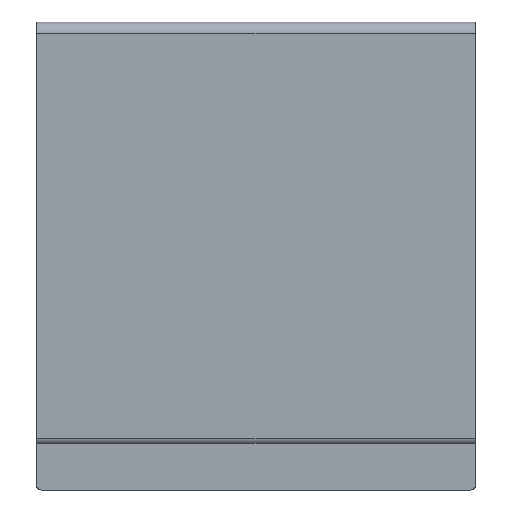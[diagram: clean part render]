
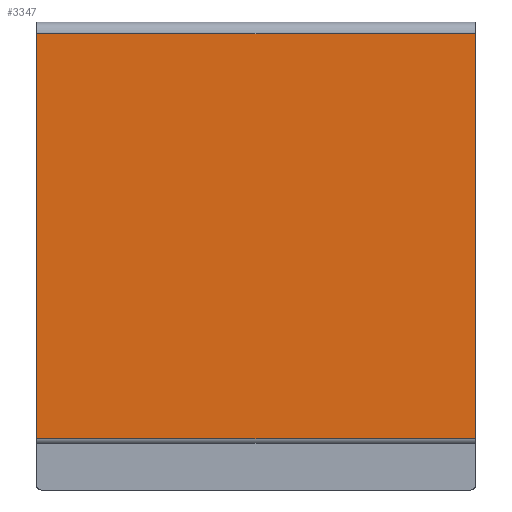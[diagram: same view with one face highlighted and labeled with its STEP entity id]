
A CAD part, front view. The second image highlights one B-rep face of the part: STEP entity #3347.
In plain terms, the highlighted planar face has unit normal (0, -1, 0).
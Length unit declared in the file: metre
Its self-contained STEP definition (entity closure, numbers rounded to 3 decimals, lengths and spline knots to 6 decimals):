
#147=LINE('',#5194,#418);
#149=LINE('',#5203,#420);
#150=LINE('',#5205,#421);
#151=LINE('',#5207,#422);
#418=VECTOR('',#4181,1.);
#420=VECTOR('',#4189,1.);
#421=VECTOR('',#4190,1.);
#422=VECTOR('',#4191,1.);
#930=ORIENTED_EDGE('',*,*,#1856,.T.);
#931=ORIENTED_EDGE('',*,*,#1857,.T.);
#932=ORIENTED_EDGE('',*,*,#1858,.F.);
#933=ORIENTED_EDGE('',*,*,#1852,.T.);
#1852=EDGE_CURVE('',#2333,#2334,#147,.T.);
#1856=EDGE_CURVE('',#2334,#2337,#149,.T.);
#1857=EDGE_CURVE('',#2337,#2338,#150,.T.);
#1858=EDGE_CURVE('',#2333,#2338,#151,.T.);
#2333=VERTEX_POINT('',#5195);
#2334=VERTEX_POINT('',#5196);
#2337=VERTEX_POINT('',#5204);
#2338=VERTEX_POINT('',#5206);
#2815=EDGE_LOOP('',(#930,#931,#932,#933));
#3050=FACE_BOUND('',#2815,.T.);
#3240=PLANE('',#3662);
#3347=ADVANCED_FACE('',(#3050),#3240,.T.);
#3662=AXIS2_PLACEMENT_3D('',#5202,#4187,#4188);
#4181=DIRECTION('',(-1.,0.,0.));
#4187=DIRECTION('',(0.,-1.,0.));
#4188=DIRECTION('',(-1.,0.,0.));
#4189=DIRECTION('',(0.,0.,-1.));
#4190=DIRECTION('',(1.,0.,0.));
#4191=DIRECTION('',(0.,0.,-1.));
#5194=CARTESIAN_POINT('',(0.015,0.,-0.0008));
#5195=CARTESIAN_POINT('',(0.015,0.,-0.0008));
#5196=CARTESIAN_POINT('',(-0.015,0.,-0.0008));
#5202=CARTESIAN_POINT('',(0.,0.,0.));
#5203=CARTESIAN_POINT('',(-0.015,0.,-0.0008));
#5204=CARTESIAN_POINT('',(-0.015,0.,-0.028494));
#5205=CARTESIAN_POINT('',(-0.015,0.,-0.028494));
#5206=CARTESIAN_POINT('',(0.015,0.,-0.028494));
#5207=CARTESIAN_POINT('',(0.015,0.,-0.0008));
